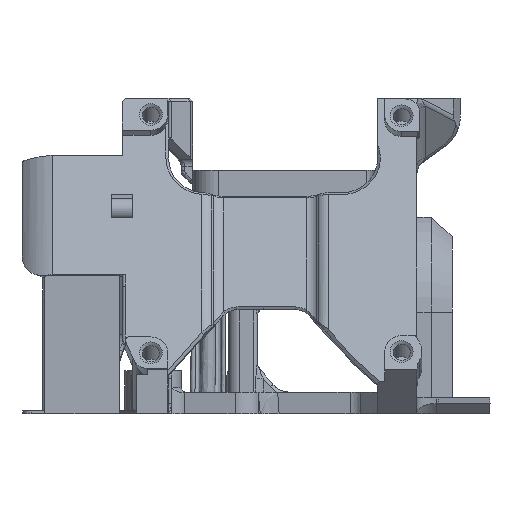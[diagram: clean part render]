
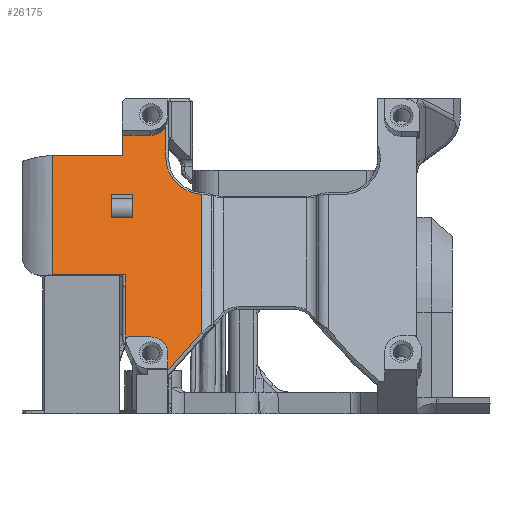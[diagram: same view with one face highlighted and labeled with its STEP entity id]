
A CAD part, left-side view. The second image highlights one B-rep face of the part: STEP entity #26175.
In plain terms, the highlighted planar face has unit normal (-0.94, 0, 0.342).
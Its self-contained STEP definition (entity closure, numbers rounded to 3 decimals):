
#1405=B_SPLINE_CURVE_WITH_KNOTS('',3,(#38247,#38248,#38249,#38250),
 .UNSPECIFIED.,.F.,.F.,(4,4),(0.,0.06),.UNSPECIFIED.);
#1406=B_SPLINE_CURVE_WITH_KNOTS('',3,(#38260,#38261,#38262,#38263),
 .UNSPECIFIED.,.F.,.F.,(4,4),(0.02,0.022),
 .UNSPECIFIED.);
#2562=CIRCLE('',#27894,0.5);
#2563=CIRCLE('',#27895,2.35);
#2564=CIRCLE('',#27896,5.4);
#2565=CIRCLE('',#27897,2.35);
#4032=ORIENTED_EDGE('',*,*,#12272,.F.);
#4033=ORIENTED_EDGE('',*,*,#12273,.T.);
#4034=ORIENTED_EDGE('',*,*,#12274,.T.);
#4035=ORIENTED_EDGE('',*,*,#12275,.T.);
#4036=ORIENTED_EDGE('',*,*,#12276,.T.);
#4037=ORIENTED_EDGE('',*,*,#12277,.F.);
#4038=ORIENTED_EDGE('',*,*,#12278,.T.);
#4039=ORIENTED_EDGE('',*,*,#12279,.F.);
#4040=ORIENTED_EDGE('',*,*,#12280,.F.);
#4041=ORIENTED_EDGE('',*,*,#12281,.T.);
#4042=ORIENTED_EDGE('',*,*,#12282,.T.);
#4043=ORIENTED_EDGE('',*,*,#12283,.T.);
#4044=ORIENTED_EDGE('',*,*,#12284,.T.);
#4045=ORIENTED_EDGE('',*,*,#12285,.F.);
#4046=ORIENTED_EDGE('',*,*,#12286,.F.);
#4047=ORIENTED_EDGE('',*,*,#12287,.F.);
#4048=ORIENTED_EDGE('',*,*,#12288,.F.);
#4049=ORIENTED_EDGE('',*,*,#12289,.F.);
#4050=ORIENTED_EDGE('',*,*,#12290,.F.);
#4051=ORIENTED_EDGE('',*,*,#12291,.F.);
#4052=ORIENTED_EDGE('',*,*,#12292,.T.);
#12272=EDGE_CURVE('',#16393,#16394,#18889,.T.);
#12273=EDGE_CURVE('',#16393,#16395,#18890,.T.);
#12274=EDGE_CURVE('',#16395,#16396,#18891,.T.);
#12275=EDGE_CURVE('',#16396,#16394,#18892,.T.);
#12276=EDGE_CURVE('',#16397,#16398,#18893,.F.);
#12277=EDGE_CURVE('',#16399,#16398,#2562,.F.);
#12278=EDGE_CURVE('',#16399,#16400,#18894,.T.);
#12279=EDGE_CURVE('',#16401,#16400,#2563,.T.);
#12280=EDGE_CURVE('',#16402,#16401,#18895,.T.);
#12281=EDGE_CURVE('',#16402,#16403,#18896,.T.);
#12282=EDGE_CURVE('',#16403,#16404,#18897,.T.);
#12283=EDGE_CURVE('',#16404,#16405,#2564,.T.);
#12284=EDGE_CURVE('',#16405,#16406,#18898,.T.);
#12285=EDGE_CURVE('',#16407,#16406,#2565,.T.);
#12286=EDGE_CURVE('',#16408,#16407,#18899,.T.);
#12287=EDGE_CURVE('',#16409,#16408,#1405,.F.);
#12288=EDGE_CURVE('',#16410,#16409,#18900,.T.);
#12289=EDGE_CURVE('',#16411,#16410,#18901,.T.);
#12290=EDGE_CURVE('',#16412,#16411,#18902,.T.);
#12291=EDGE_CURVE('',#16413,#16412,#18903,.T.);
#12292=EDGE_CURVE('',#16413,#16397,#1406,.T.);
#16393=VERTEX_POINT('',#38217);
#16394=VERTEX_POINT('',#38218);
#16395=VERTEX_POINT('',#38220);
#16396=VERTEX_POINT('',#38222);
#16397=VERTEX_POINT('',#38225);
#16398=VERTEX_POINT('',#38226);
#16399=VERTEX_POINT('',#38228);
#16400=VERTEX_POINT('',#38230);
#16401=VERTEX_POINT('',#38232);
#16402=VERTEX_POINT('',#38234);
#16403=VERTEX_POINT('',#38236);
#16404=VERTEX_POINT('',#38238);
#16405=VERTEX_POINT('',#38240);
#16406=VERTEX_POINT('',#38242);
#16407=VERTEX_POINT('',#38244);
#16408=VERTEX_POINT('',#38246);
#16409=VERTEX_POINT('',#38251);
#16410=VERTEX_POINT('',#38253);
#16411=VERTEX_POINT('',#38255);
#16412=VERTEX_POINT('',#38257);
#16413=VERTEX_POINT('',#38259);
#18889=LINE('',#38216,#20671);
#18890=LINE('',#38219,#20672);
#18891=LINE('',#38221,#20673);
#18892=LINE('',#38223,#20674);
#18893=LINE('',#38224,#20675);
#18894=LINE('',#38229,#20676);
#18895=LINE('',#38233,#20677);
#18896=LINE('',#38235,#20678);
#18897=LINE('',#38237,#20679);
#18898=LINE('',#38241,#20680);
#18899=LINE('',#38245,#20681);
#18900=LINE('',#38252,#20682);
#18901=LINE('',#38254,#20683);
#18902=LINE('',#38256,#20684);
#18903=LINE('',#38258,#20685);
#20671=VECTOR('',#30793,1000.);
#20672=VECTOR('',#30794,1000.);
#20673=VECTOR('',#30795,1000.);
#20674=VECTOR('',#30796,1000.);
#20675=VECTOR('',#30797,1000.);
#20676=VECTOR('',#30800,1000.);
#20677=VECTOR('',#30803,1000.);
#20678=VECTOR('',#30804,1000.);
#20679=VECTOR('',#30805,1000.);
#20680=VECTOR('',#30808,1000.);
#20681=VECTOR('',#30811,1000.);
#20682=VECTOR('',#30812,1000.);
#20683=VECTOR('',#30813,1000.);
#20684=VECTOR('',#30814,1000.);
#20685=VECTOR('',#30815,1000.);
#22302=EDGE_LOOP('',(#4032,#4033,#4034,#4035));
#22303=EDGE_LOOP('',(#4036,#4037,#4038,#4039,#4040,#4041,#4042,#4043,#4044,
#4045,#4046,#4047,#4048,#4049,#4050,#4051,#4052));
#23982=FACE_BOUND('',#22302,.T.);
#23983=FACE_BOUND('',#22303,.T.);
#25616=PLANE('',#27893);
#26175=ADVANCED_FACE('',(#23982,#23983),#25616,.T.);
#27893=AXIS2_PLACEMENT_3D('',#38215,#30791,#30792);
#27894=AXIS2_PLACEMENT_3D('',#38227,#30798,#30799);
#27895=AXIS2_PLACEMENT_3D('',#38231,#30801,#30802);
#27896=AXIS2_PLACEMENT_3D('',#38239,#30806,#30807);
#27897=AXIS2_PLACEMENT_3D('',#38243,#30809,#30810);
#30791=DIRECTION('',(-0.94,0.,0.342));
#30792=DIRECTION('',(-0.342,0.,-0.94));
#30793=DIRECTION('',(0.342,0.,0.94));
#30794=DIRECTION('',(0.,1.,0.));
#30795=DIRECTION('',(0.342,0.,0.94));
#30796=DIRECTION('',(0.,-1.,0.));
#30797=DIRECTION('',(0.342,0.,0.94));
#30798=DIRECTION('',(0.94,0.,-0.342));
#30799=DIRECTION('',(0.342,0.,0.94));
#30800=DIRECTION('',(0.,-1.,0.));
#30801=DIRECTION('',(-0.94,0.,0.342));
#30802=DIRECTION('',(-0.342,0.,-0.94));
#30803=DIRECTION('',(0.342,0.,0.94));
#30804=DIRECTION('',(0.262,-0.643,0.72));
#30805=DIRECTION('',(0.342,0.,0.94));
#30806=DIRECTION('',(0.94,0.,-0.342));
#30807=DIRECTION('',(0.342,0.,0.94));
#30808=DIRECTION('',(0.342,0.,0.94));
#30809=DIRECTION('',(-0.94,0.,0.342));
#30810=DIRECTION('',(-0.342,0.,-0.94));
#30811=DIRECTION('',(0.,-1.,0.));
#30812=DIRECTION('',(0.342,0.,0.94));
#30813=DIRECTION('',(0.,-1.,0.));
#30814=DIRECTION('',(0.342,0.,0.94));
#30815=DIRECTION('',(0.,1.,0.));
#38215=CARTESIAN_POINT('',(-143.233,143.625,7.513));
#38216=CARTESIAN_POINT('',(-143.233,146.125,7.513));
#38217=CARTESIAN_POINT('',(-136.025,146.125,27.318));
#38218=CARTESIAN_POINT('',(-134.842,146.125,30.57));
#38219=CARTESIAN_POINT('',(-136.025,149.125,27.318));
#38220=CARTESIAN_POINT('',(-136.025,149.125,27.318));
#38221=CARTESIAN_POINT('',(-143.233,149.125,7.513));
#38222=CARTESIAN_POINT('',(-134.842,149.125,30.57));
#38223=CARTESIAN_POINT('',(-134.842,146.125,30.57));
#38224=CARTESIAN_POINT('',(-143.233,147.174,7.513));
#38225=CARTESIAN_POINT('',(-139.495,147.174,17.785));
#38226=CARTESIAN_POINT('',(-142.438,147.174,9.699));
#38227=CARTESIAN_POINT('',(-142.498,146.706,9.534));
#38228=CARTESIAN_POINT('',(-142.327,146.706,10.004));
#38229=CARTESIAN_POINT('',(-142.327,143.625,10.004));
#38230=CARTESIAN_POINT('',(-142.327,143.625,10.004));
#38231=CARTESIAN_POINT('',(-143.131,143.625,7.795));
#38232=CARTESIAN_POINT('',(-143.131,141.275,7.795));
#38233=CARTESIAN_POINT('',(-130.237,141.275,43.222));
#38234=CARTESIAN_POINT('',(-143.766,141.275,6.051));
#38235=CARTESIAN_POINT('',(-143.849,141.48,5.822));
#38236=CARTESIAN_POINT('',(-141.835,136.539,11.354));
#38237=CARTESIAN_POINT('',(-143.233,136.539,7.513));
#38238=CARTESIAN_POINT('',(-134.831,136.539,30.6));
#38239=CARTESIAN_POINT('',(-132.989,136.125,35.659));
#38240=CARTESIAN_POINT('',(-132.989,141.525,35.659));
#38241=CARTESIAN_POINT('',(-143.233,141.525,7.513));
#38242=CARTESIAN_POINT('',(-131.384,141.525,40.069));
#38243=CARTESIAN_POINT('',(-131.023,143.625,41.06));
#38244=CARTESIAN_POINT('',(-131.827,143.625,38.852));
#38245=CARTESIAN_POINT('',(-131.827,143.625,38.852));
#38246=CARTESIAN_POINT('',(-131.827,146.125,38.852));
#38247=CARTESIAN_POINT('',(-131.827,146.125,38.852));
#38248=CARTESIAN_POINT('',(-131.827,146.625,38.852));
#38249=CARTESIAN_POINT('',(-131.827,147.125,38.852));
#38250=CARTESIAN_POINT('',(-131.827,147.625,38.852));
#38251=CARTESIAN_POINT('',(-131.827,147.625,38.852));
#38252=CARTESIAN_POINT('',(-143.233,147.625,7.513));
#38253=CARTESIAN_POINT('',(-132.846,147.625,36.052));
#38254=CARTESIAN_POINT('',(-132.846,147.125,36.052));
#38255=CARTESIAN_POINT('',(-132.846,157.406,36.052));
#38256=CARTESIAN_POINT('',(-138.898,157.406,19.425));
#38257=CARTESIAN_POINT('',(-138.898,157.406,19.425));
#38258=CARTESIAN_POINT('',(-138.898,147.125,19.425));
#38259=CARTESIAN_POINT('',(-138.898,147.223,19.425));
#38260=CARTESIAN_POINT('',(-138.898,147.223,19.425));
#38261=CARTESIAN_POINT('',(-139.097,147.213,18.878));
#38262=CARTESIAN_POINT('',(-139.295,147.174,18.333));
#38263=CARTESIAN_POINT('',(-139.495,147.174,17.785));
